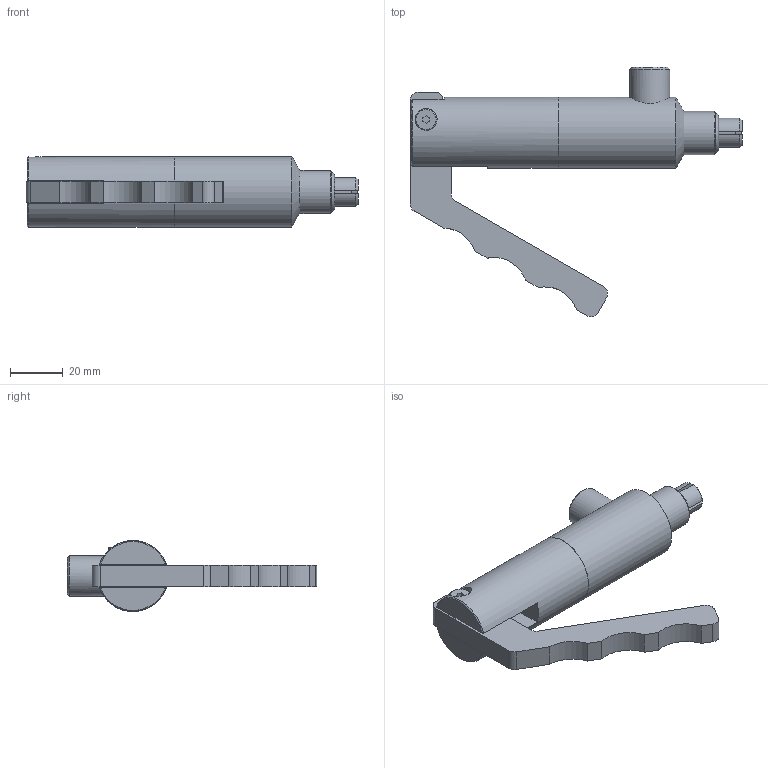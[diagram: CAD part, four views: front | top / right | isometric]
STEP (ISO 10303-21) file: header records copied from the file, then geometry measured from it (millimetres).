
FILE_DESCRIPTION(/* description */ (''),/* implementation_level */ '2;1');
FILE_NAME(/* name */ 'FNL-044021.stp',/* time_stamp */ '2013-09-05T14:36:40-05:00',/* author */ ('scottg'),/* organization */ ('FasTest,Inc.'),/* preprocessor_version */ 'ST-DEVELOPER v15.2',/* originating_system */ 'Autodesk Inventor 2014',/* authorisation */ '');
FILE_SCHEMA (('AUTOMOTIVE_DESIGN { 1 0 10303 214 3 1 1 }'));
Length unit declared in the file: inch
Products named in the file (1): FNL-044021
Bounding box: 126.01 x 94.62 x 26.92 mm (x, y, z)
Volume: 11710.8 mm3; surface area: 18843.2 mm2
Topology: 2 solids, 5 shells, 145 faces, 371 edges, 243 vertices
Faces by surface type: plane 89, cylinder 31, cone 19, torus 6
Full cylindrical faces by diameter (mm): 4.826 x2, 4.978 x1, 7.95 x1, 8.157 x1, 8.331 x1, 15.189 x1, 16.383 x1, 24.943 x1, 26.924 x2
Entity records: 4418 total; most frequent: CARTESIAN_POINT 1071, ORIENTED_EDGE 674, DIRECTION 666, EDGE_CURVE 335, AXIS2_PLACEMENT_3D 232, VERTEX_POINT 231, LINE 202, VECTOR 202
